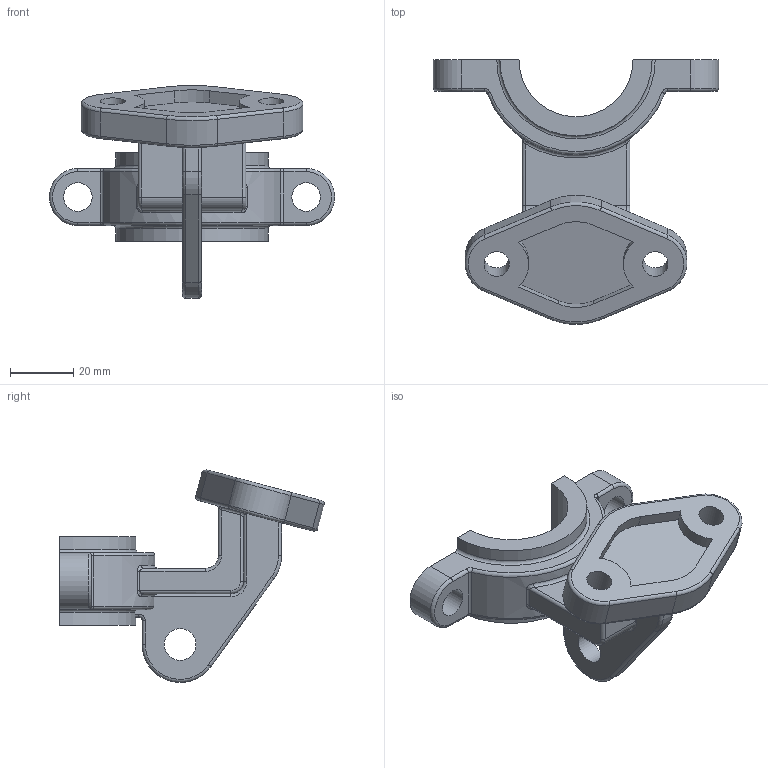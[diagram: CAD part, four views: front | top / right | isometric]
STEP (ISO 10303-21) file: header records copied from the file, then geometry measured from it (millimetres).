
FILE_DESCRIPTION(/* description */ (''),/* implementation_level */ '2;1');
FILE_NAME(/* name */ 'PA.step',/* time_stamp */ '2025-06-26T22:57:59+09:00',/* author */ (''),/* organization */ (''),/* preprocessor_version */ 'ST-DEVELOPER v20.1',/* originating_system */ 'Autodesk Translation Framework v14.10.0.0',/* authorisation */ '');
FILE_SCHEMA (('AUTOMOTIVE_DESIGN { 1 0 10303 214 3 1 1 }'));
Length unit declared in the file: millimetre
Products named in the file (1): 1A D3 TM_22_Penyangga Pipa
Bounding box: 90 x 83.48 x 67.14 mm (x, y, z)
Volume: 58001.8 mm3; surface area: 20491.2 mm2
Topology: 2 solids, 2 shells, 140 faces, 333 edges, 200 vertices
Faces by surface type: cylinder 63, plane 38, torus 31, bspline 8
Full cylindrical faces by diameter (mm): 8 x2, 9 x2, 10 x1
Entity records: 4662 total; most frequent: CARTESIAN_POINT 1290, DIRECTION 764, ORIENTED_EDGE 666, EDGE_CURVE 333, AXIS2_PLACEMENT_3D 306, VERTEX_POINT 200, CIRCLE 157, EDGE_LOOP 153
